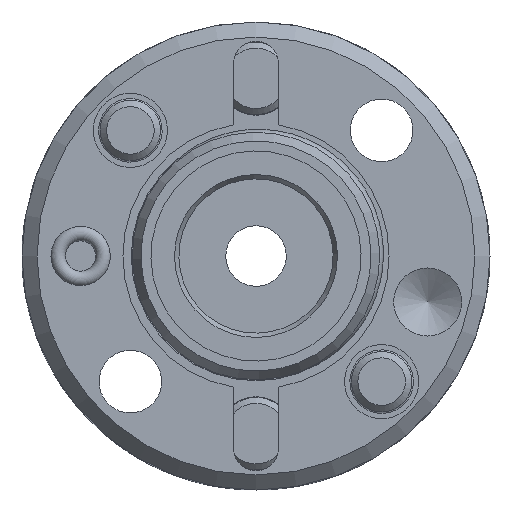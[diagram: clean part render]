
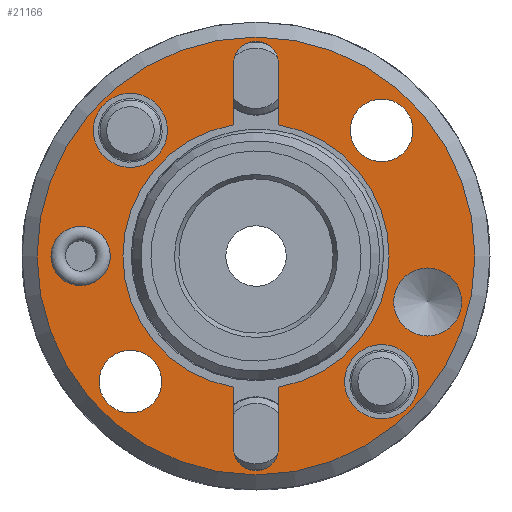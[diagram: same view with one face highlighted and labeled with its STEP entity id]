
A CAD part, left-side view. The second image highlights one B-rep face of the part: STEP entity #21166.
In plain terms, the highlighted planar face has unit normal (-1, 0, 0).
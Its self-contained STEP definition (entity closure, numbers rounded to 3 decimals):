
#1624=FACE_BOUND('',#3505,.T.);
#1625=FACE_BOUND('',#3506,.T.);
#1626=FACE_BOUND('',#3507,.T.);
#1627=FACE_BOUND('',#3508,.T.);
#1628=FACE_BOUND('',#3509,.T.);
#1629=FACE_BOUND('',#3510,.T.);
#1630=FACE_BOUND('',#3511,.T.);
#1768=PLANE('',#22433);
#2277=FACE_OUTER_BOUND('',#3504,.T.);
#3504=EDGE_LOOP('',(#14095,#14096));
#3505=EDGE_LOOP('',(#14097,#14098));
#3506=EDGE_LOOP('',(#14099,#14100,#14101,#14102,#14103,#14104,#14105,#14106));
#3507=EDGE_LOOP('',(#14107));
#3508=EDGE_LOOP('',(#14108));
#3509=EDGE_LOOP('',(#14109));
#3510=EDGE_LOOP('',(#14110));
#3511=EDGE_LOOP('',(#14111,#14112));
#4874=LINE('',#29282,#6290);
#4875=LINE('',#29286,#6291);
#4876=LINE('',#29290,#6292);
#4877=LINE('',#29294,#6293);
#6290=VECTOR('',#24255,4.029);
#6291=VECTOR('',#24258,4.029);
#6292=VECTOR('',#24261,4.029);
#6293=VECTOR('',#24264,4.029);
#7709=CIRCLE('',#22431,2.25);
#7710=CIRCLE('',#22432,2.25);
#7711=CIRCLE('',#22434,14.475);
#7712=CIRCLE('',#22435,14.475);
#7713=CIRCLE('',#22436,1.5);
#7714=CIRCLE('',#22437,8.8);
#7715=CIRCLE('',#22438,1.5);
#7716=CIRCLE('',#22439,8.8);
#7717=CIRCLE('',#22440,2.45);
#7718=CIRCLE('',#22441,2.45);
#7719=CIRCLE('',#22442,2.067);
#7720=CIRCLE('',#22443,2.067);
#7721=CIRCLE('',#22444,1.96);
#7722=CIRCLE('',#22445,1.96);
#8554=VERTEX_POINT('',#29270);
#8555=VERTEX_POINT('',#29272);
#8556=VERTEX_POINT('',#29276);
#8557=VERTEX_POINT('',#29277);
#8558=VERTEX_POINT('',#29280);
#8559=VERTEX_POINT('',#29281);
#8560=VERTEX_POINT('',#29283);
#8561=VERTEX_POINT('',#29285);
#8562=VERTEX_POINT('',#29287);
#8563=VERTEX_POINT('',#29289);
#8564=VERTEX_POINT('',#29291);
#8565=VERTEX_POINT('',#29293);
#8566=VERTEX_POINT('',#29296);
#8567=VERTEX_POINT('',#29298);
#8568=VERTEX_POINT('',#29300);
#8569=VERTEX_POINT('',#29302);
#8570=VERTEX_POINT('',#29304);
#8571=VERTEX_POINT('',#29305);
#10775=EDGE_CURVE('',#8555,#8554,#7709,.T.);
#10776=EDGE_CURVE('',#8554,#8555,#7710,.T.);
#10777=EDGE_CURVE('',#8556,#8557,#7711,.T.);
#10778=EDGE_CURVE('',#8557,#8556,#7712,.T.);
#10779=EDGE_CURVE('',#8558,#8559,#4874,.T.);
#10780=EDGE_CURVE('',#8559,#8560,#7713,.T.);
#10781=EDGE_CURVE('',#8560,#8561,#4875,.T.);
#10782=EDGE_CURVE('',#8562,#8561,#7714,.T.);
#10783=EDGE_CURVE('',#8562,#8563,#4876,.T.);
#10784=EDGE_CURVE('',#8563,#8564,#7715,.T.);
#10785=EDGE_CURVE('',#8564,#8565,#4877,.T.);
#10786=EDGE_CURVE('',#8558,#8565,#7716,.T.);
#10787=EDGE_CURVE('',#8566,#8566,#7717,.T.);
#10788=EDGE_CURVE('',#8567,#8567,#7718,.T.);
#10789=EDGE_CURVE('',#8568,#8568,#7719,.T.);
#10790=EDGE_CURVE('',#8569,#8569,#7720,.T.);
#10791=EDGE_CURVE('',#8570,#8571,#7721,.T.);
#10792=EDGE_CURVE('',#8571,#8570,#7722,.T.);
#14095=ORIENTED_EDGE('',*,*,#10777,.T.);
#14096=ORIENTED_EDGE('',*,*,#10778,.T.);
#14097=ORIENTED_EDGE('',*,*,#10775,.T.);
#14098=ORIENTED_EDGE('',*,*,#10776,.T.);
#14099=ORIENTED_EDGE('',*,*,#10779,.T.);
#14100=ORIENTED_EDGE('',*,*,#10780,.T.);
#14101=ORIENTED_EDGE('',*,*,#10781,.T.);
#14102=ORIENTED_EDGE('',*,*,#10782,.F.);
#14103=ORIENTED_EDGE('',*,*,#10783,.T.);
#14104=ORIENTED_EDGE('',*,*,#10784,.T.);
#14105=ORIENTED_EDGE('',*,*,#10785,.T.);
#14106=ORIENTED_EDGE('',*,*,#10786,.F.);
#14107=ORIENTED_EDGE('',*,*,#10787,.T.);
#14108=ORIENTED_EDGE('',*,*,#10788,.T.);
#14109=ORIENTED_EDGE('',*,*,#10789,.T.);
#14110=ORIENTED_EDGE('',*,*,#10790,.T.);
#14111=ORIENTED_EDGE('',*,*,#10791,.T.);
#14112=ORIENTED_EDGE('',*,*,#10792,.T.);
#21166=ADVANCED_FACE('',(#2277,#1624,#1625,#1626,#1627,#1628,#1629,#1630),
#1768,.T.);
#22431=AXIS2_PLACEMENT_3D('',#29273,#24245,#24246);
#22432=AXIS2_PLACEMENT_3D('',#29274,#24247,#24248);
#22433=AXIS2_PLACEMENT_3D('',#29275,#24249,#24250);
#22434=AXIS2_PLACEMENT_3D('',#29278,#24251,#24252);
#22435=AXIS2_PLACEMENT_3D('',#29279,#24253,#24254);
#22436=AXIS2_PLACEMENT_3D('',#29284,#24256,#24257);
#22437=AXIS2_PLACEMENT_3D('',#29288,#24259,#24260);
#22438=AXIS2_PLACEMENT_3D('',#29292,#24262,#24263);
#22439=AXIS2_PLACEMENT_3D('',#29295,#24265,#24266);
#22440=AXIS2_PLACEMENT_3D('',#29297,#24267,#24268);
#22441=AXIS2_PLACEMENT_3D('',#29299,#24269,#24270);
#22442=AXIS2_PLACEMENT_3D('',#29301,#24271,#24272);
#22443=AXIS2_PLACEMENT_3D('',#29303,#24273,#24274);
#22444=AXIS2_PLACEMENT_3D('',#29306,#24275,#24276);
#22445=AXIS2_PLACEMENT_3D('',#29307,#24277,#24278);
#24245=DIRECTION('center_axis',(1.,0.,0.));
#24246=DIRECTION('ref_axis',(0.,0.,1.));
#24247=DIRECTION('center_axis',(1.,0.,0.));
#24248=DIRECTION('ref_axis',(0.,0.,1.));
#24249=DIRECTION('center_axis',(-1.,0.,0.));
#24250=DIRECTION('ref_axis',(0.,0.,-1.));
#24251=DIRECTION('center_axis',(-1.,0.,0.));
#24252=DIRECTION('ref_axis',(0.,-1.,0.));
#24253=DIRECTION('center_axis',(-1.,0.,0.));
#24254=DIRECTION('ref_axis',(0.,-1.,0.));
#24255=DIRECTION('',(0.,0.,-1.));
#24256=DIRECTION('center_axis',(1.,0.,0.));
#24257=DIRECTION('ref_axis',(0.,-1.,0.));
#24258=DIRECTION('',(0.,0.,1.));
#24259=DIRECTION('center_axis',(-1.,0.,0.));
#24260=DIRECTION('ref_axis',(0.,-1.,0.));
#24261=DIRECTION('',(0.,0.,1.));
#24262=DIRECTION('center_axis',(1.,0.,0.));
#24263=DIRECTION('ref_axis',(0.,-1.,0.));
#24264=DIRECTION('',(0.,0.,-1.));
#24265=DIRECTION('center_axis',(-1.,0.,0.));
#24266=DIRECTION('ref_axis',(0.,-1.,0.));
#24267=DIRECTION('center_axis',(1.,0.,0.));
#24268=DIRECTION('ref_axis',(0.,0.,1.));
#24269=DIRECTION('center_axis',(1.,0.,0.));
#24270=DIRECTION('ref_axis',(0.,0.,-1.));
#24271=DIRECTION('center_axis',(1.,0.,0.));
#24272=DIRECTION('ref_axis',(0.,0.,1.));
#24273=DIRECTION('center_axis',(1.,0.,0.));
#24274=DIRECTION('ref_axis',(0.,0.,-1.));
#24275=DIRECTION('center_axis',(1.,0.,0.));
#24276=DIRECTION('ref_axis',(0.,0.,1.));
#24277=DIRECTION('center_axis',(1.,0.,0.));
#24278=DIRECTION('ref_axis',(0.,0.,1.));
#29270=CARTESIAN_POINT('',(-45.5,-11.35,-5.291));
#29272=CARTESIAN_POINT('',(-45.5,-11.35,-0.791));
#29273=CARTESIAN_POINT('Origin',(-45.5,-11.35,-3.041));
#29274=CARTESIAN_POINT('Origin',(-45.5,-11.35,-3.041));
#29275=CARTESIAN_POINT('Origin',(-45.5,-11.638,0.));
#29276=CARTESIAN_POINT('',(-45.5,-14.475,0.));
#29277=CARTESIAN_POINT('',(-45.5,14.475,0.));
#29278=CARTESIAN_POINT('Origin',(-45.5,0.,0.));
#29279=CARTESIAN_POINT('Origin',(-45.5,0.,0.));
#29280=CARTESIAN_POINT('',(-45.5,-1.5,-8.671));
#29281=CARTESIAN_POINT('',(-45.5,-1.5,-12.7));
#29282=CARTESIAN_POINT('',(-45.5,-1.5,-8.671));
#29283=CARTESIAN_POINT('',(-45.5,1.5,-12.7));
#29284=CARTESIAN_POINT('Origin',(-45.5,0.,-12.7));
#29285=CARTESIAN_POINT('',(-45.5,1.5,-8.671));
#29286=CARTESIAN_POINT('',(-45.5,1.5,-12.7));
#29287=CARTESIAN_POINT('',(-45.5,1.5,8.671));
#29288=CARTESIAN_POINT('Origin',(-45.5,0.,0.));
#29289=CARTESIAN_POINT('',(-45.5,1.5,12.7));
#29290=CARTESIAN_POINT('',(-45.5,1.5,8.671));
#29291=CARTESIAN_POINT('',(-45.5,-1.5,12.7));
#29292=CARTESIAN_POINT('Origin',(-45.5,0.,12.7));
#29293=CARTESIAN_POINT('',(-45.5,-1.5,8.671));
#29294=CARTESIAN_POINT('',(-45.5,-1.5,12.7));
#29295=CARTESIAN_POINT('Origin',(-45.5,0.,0.));
#29296=CARTESIAN_POINT('',(-45.5,8.309,5.859));
#29297=CARTESIAN_POINT('Origin',(-45.5,8.309,8.309));
#29298=CARTESIAN_POINT('',(-45.5,-8.309,-5.859));
#29299=CARTESIAN_POINT('Origin',(-45.5,-8.309,-8.309));
#29300=CARTESIAN_POINT('',(-45.5,-8.309,6.242));
#29301=CARTESIAN_POINT('Origin',(-45.5,-8.309,8.309));
#29302=CARTESIAN_POINT('',(-45.5,8.309,-6.242));
#29303=CARTESIAN_POINT('Origin',(-45.5,8.309,-8.309));
#29304=CARTESIAN_POINT('',(-45.5,11.6,-1.96));
#29305=CARTESIAN_POINT('',(-45.5,9.847,-0.877));
#29306=CARTESIAN_POINT('Origin',(-45.5,11.6,0.));
#29307=CARTESIAN_POINT('Origin',(-45.5,11.6,0.));
